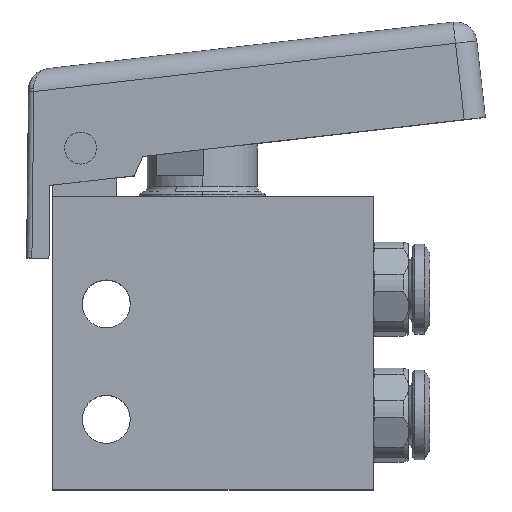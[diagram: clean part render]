
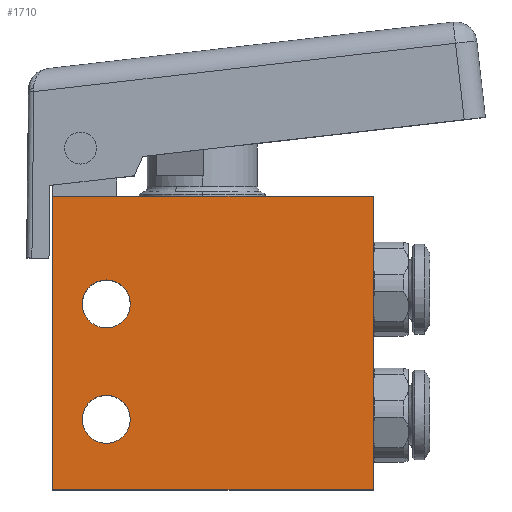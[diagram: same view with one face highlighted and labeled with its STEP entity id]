
A CAD part, top view. The second image highlights one B-rep face of the part: STEP entity #1710.
In plain terms, the highlighted planar face has unit normal (0, 0, 1).
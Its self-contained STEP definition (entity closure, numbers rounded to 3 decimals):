
#142 = EDGE_CURVE ( 'NONE', #3897, #6317, #5177, .T. ) ;
#222 = EDGE_LOOP ( 'NONE', ( #286, #6145 ) ) ;
#286 = ORIENTED_EDGE ( 'NONE', *, *, #7809, .F. ) ;
#589 = VECTOR ( 'NONE', #8419, 1000. ) ;
#750 = FACE_BOUND ( 'NONE', #222, .T. ) ;
#773 = EDGE_CURVE ( 'NONE', #5375, #2721, #7491, .T. ) ;
#869 = DIRECTION ( 'NONE',  ( 0., 1., 0. ) ) ;
#976 = AXIS2_PLACEMENT_3D ( 'NONE', #4216, #6996, #7089 ) ;
#1133 = LINE ( 'NONE', #5197, #6293 ) ;
#1298 = CARTESIAN_POINT ( 'NONE',  ( 7.25, 6.6, 15. ) ) ;
#1404 = CARTESIAN_POINT ( 'NONE',  ( 7.25, 17.4, 15. ) ) ;
#1456 = VECTOR ( 'NONE', #869, 1000. ) ;
#1590 = DIRECTION ( 'NONE',  ( 1., 0., 0. ) ) ;
#1614 = CARTESIAN_POINT ( 'NONE',  ( 0., 27.5, 15. ) ) ;
#1618 = CIRCLE ( 'NONE', #7021, 2.25 ) ;
#1710 = ADVANCED_FACE ( 'NONE', ( #7251, #750, #5687 ), #8802, .F. ) ;
#1788 = VERTEX_POINT ( 'NONE', #1298 ) ;
#1993 = CARTESIAN_POINT ( 'NONE',  ( 0., 0., 15. ) ) ;
#2287 = EDGE_CURVE ( 'NONE', #4828, #1788, #1618, .T. ) ;
#2584 = DIRECTION ( 'NONE',  ( 0., 0., -1. ) ) ;
#2721 = VERTEX_POINT ( 'NONE', #1404 ) ;
#2916 = CIRCLE ( 'NONE', #9033, 2.25 ) ;
#2985 = VERTEX_POINT ( 'NONE', #4972 ) ;
#2992 = DIRECTION ( 'NONE',  ( 0., 0., 1. ) ) ;
#3048 = ORIENTED_EDGE ( 'NONE', *, *, #4548, .F. ) ;
#3053 = CARTESIAN_POINT ( 'NONE',  ( 5., 6.6, 15. ) ) ;
#3429 = CARTESIAN_POINT ( 'NONE',  ( 0., 27.5, 15. ) ) ;
#3897 = VERTEX_POINT ( 'NONE', #1993 ) ;
#4216 = CARTESIAN_POINT ( 'NONE',  ( 5., 17.4, 15. ) ) ;
#4548 = EDGE_CURVE ( 'NONE', #5897, #3897, #1133, .T. ) ;
#4685 = CARTESIAN_POINT ( 'NONE',  ( 5., 6.6, 15. ) ) ;
#4778 = CARTESIAN_POINT ( 'NONE',  ( 30., 0., 15. ) ) ;
#4828 = VERTEX_POINT ( 'NONE', #8286 ) ;
#4923 = CARTESIAN_POINT ( 'NONE',  ( 30., 27.5, 15. ) ) ;
#4972 = CARTESIAN_POINT ( 'NONE',  ( 30., 27.5, 15. ) ) ;
#5002 = DIRECTION ( 'NONE',  ( 1., 0., 0. ) ) ;
#5015 = EDGE_CURVE ( 'NONE', #6317, #2985, #7085, .T. ) ;
#5094 = EDGE_CURVE ( 'NONE', #2985, #5897, #8115, .T. ) ;
#5115 = CIRCLE ( 'NONE', #8736, 2.25 ) ;
#5177 = LINE ( 'NONE', #1614, #1456 ) ;
#5197 = CARTESIAN_POINT ( 'NONE',  ( 0., 0., 15. ) ) ;
#5301 = VECTOR ( 'NONE', #5002, 1000. ) ;
#5375 = VERTEX_POINT ( 'NONE', #6275 ) ;
#5488 = ORIENTED_EDGE ( 'NONE', *, *, #142, .F. ) ;
#5687 = FACE_BOUND ( 'NONE', #8366, .T. ) ;
#5694 = CARTESIAN_POINT ( 'NONE',  ( 5., 17.4, 15. ) ) ;
#5897 = VERTEX_POINT ( 'NONE', #4778 ) ;
#5978 = CARTESIAN_POINT ( 'NONE',  ( 0., 27.5, 15. ) ) ;
#6145 = ORIENTED_EDGE ( 'NONE', *, *, #773, .F. ) ;
#6255 = ORIENTED_EDGE ( 'NONE', *, *, #2287, .F. ) ;
#6275 = CARTESIAN_POINT ( 'NONE',  ( 2.75, 17.4, 15. ) ) ;
#6293 = VECTOR ( 'NONE', #8078, 1000. ) ;
#6317 = VERTEX_POINT ( 'NONE', #6653 ) ;
#6424 = ORIENTED_EDGE ( 'NONE', *, *, #5094, .F. ) ;
#6510 = DIRECTION ( 'NONE',  ( 0., 0., 1. ) ) ;
#6653 = CARTESIAN_POINT ( 'NONE',  ( 0., 27.5, 15. ) ) ;
#6996 = DIRECTION ( 'NONE',  ( 0., 0., 1. ) ) ;
#7021 = AXIS2_PLACEMENT_3D ( 'NONE', #4685, #9010, #9072 ) ;
#7085 = LINE ( 'NONE', #3429, #5301 ) ;
#7089 = DIRECTION ( 'NONE',  ( 1., 0., 0. ) ) ;
#7185 = EDGE_LOOP ( 'NONE', ( #3048, #6424, #7883, #5488 ) ) ;
#7251 = FACE_OUTER_BOUND ( 'NONE', #7185, .T. ) ;
#7491 = CIRCLE ( 'NONE', #976, 2.25 ) ;
#7728 = ORIENTED_EDGE ( 'NONE', *, *, #8116, .F. ) ;
#7809 = EDGE_CURVE ( 'NONE', #2721, #5375, #5115, .T. ) ;
#7883 = ORIENTED_EDGE ( 'NONE', *, *, #5015, .F. ) ;
#7918 = DIRECTION ( 'NONE',  ( 1., 0., 0. ) ) ;
#8078 = DIRECTION ( 'NONE',  ( -1., 0., 0. ) ) ;
#8115 = LINE ( 'NONE', #4923, #589 ) ;
#8116 = EDGE_CURVE ( 'NONE', #1788, #4828, #2916, .T. ) ;
#8286 = CARTESIAN_POINT ( 'NONE',  ( 2.75, 6.6, 15. ) ) ;
#8366 = EDGE_LOOP ( 'NONE', ( #7728, #6255 ) ) ;
#8375 = AXIS2_PLACEMENT_3D ( 'NONE', #5978, #2584, #9017 ) ;
#8419 = DIRECTION ( 'NONE',  ( 0., -1., 0. ) ) ;
#8736 = AXIS2_PLACEMENT_3D ( 'NONE', #5694, #6510, #7918 ) ;
#8802 = PLANE ( 'NONE',  #8375 ) ;
#9010 = DIRECTION ( 'NONE',  ( 0., 0., 1. ) ) ;
#9017 = DIRECTION ( 'NONE',  ( -1., 0., 0. ) ) ;
#9033 = AXIS2_PLACEMENT_3D ( 'NONE', #3053, #2992, #1590 ) ;
#9072 = DIRECTION ( 'NONE',  ( 1., 0., 0. ) ) ;
